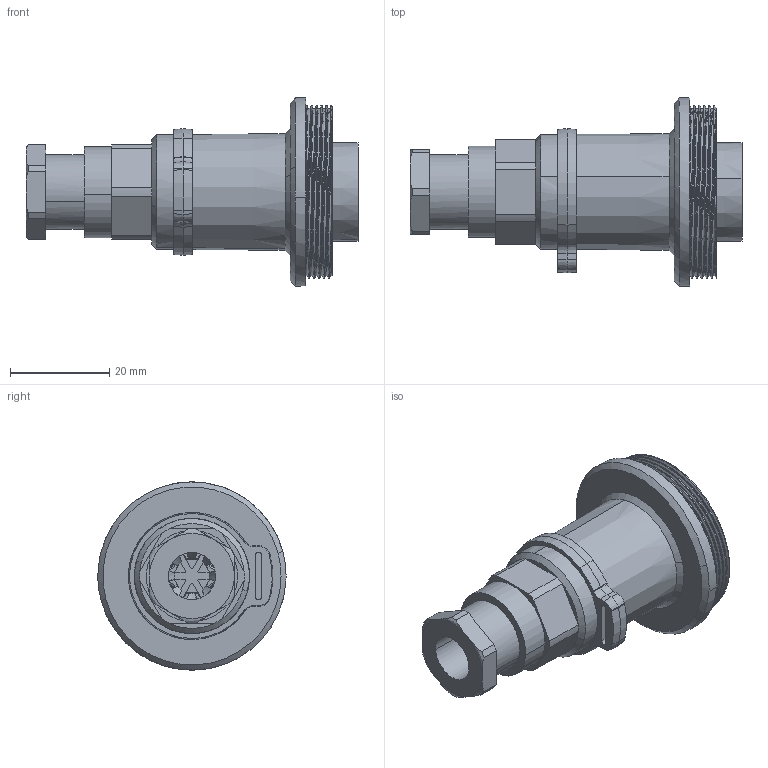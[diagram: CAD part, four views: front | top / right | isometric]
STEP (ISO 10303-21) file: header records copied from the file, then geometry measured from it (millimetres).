
FILE_DESCRIPTION(('STEP AP242'),'1');
FILE_NAME('px0740-p.stp','2024-04-03T19:45:30',('TraceParts'),('TraceParts S.A.'),'Spatial InterOp 3D',' ',' ');
FILE_SCHEMA(('AP242_MANAGED_MODEL_BASED_3D_ENGINEERING_MIM_LF {1 0 10303 442 1 1 4}'));
Length unit declared in the file: millimetre
Products named in the file (1): px0740-p_1
Bounding box: 66.97 x 37.95 x 37.96 mm (x, y, z)
Volume: 15961.2 mm3; surface area: 17829.4 mm2
Topology: 3 solids, 3 shells, 1110 faces, 3304 edges, 2242 vertices
Faces by surface type: plane 776, cylinder 158, cone 139, bspline 37
Entity records: 70145 total; most frequent: CARTESIAN_POINT 30965, ORIENTED_EDGE 6584, DIRECTION 5603, EDGE_CURVE 3292, LINE 2307, VECTOR 2307, VERTEX_POINT 2242, AXIS2_PLACEMENT_3D 1648
